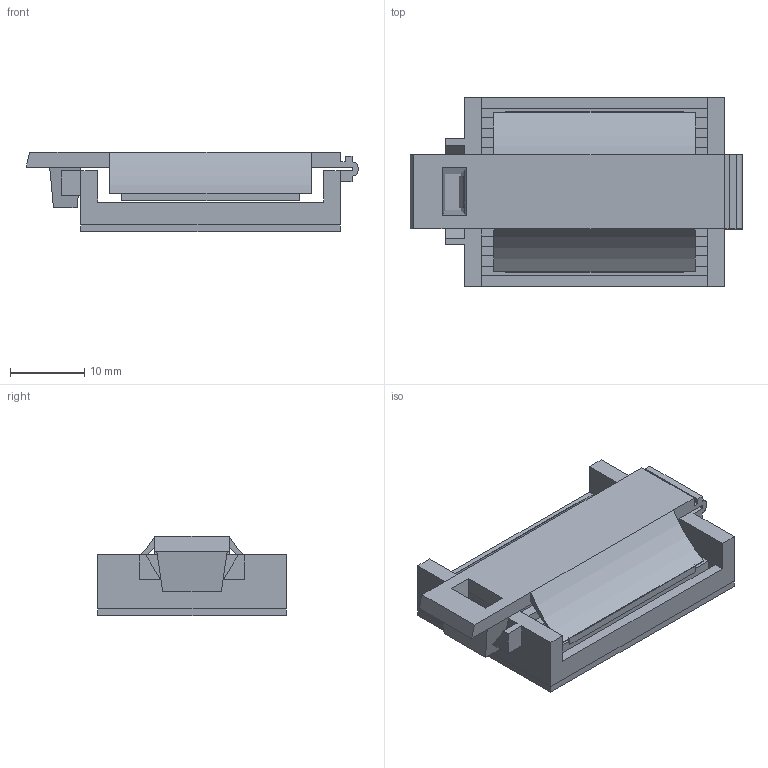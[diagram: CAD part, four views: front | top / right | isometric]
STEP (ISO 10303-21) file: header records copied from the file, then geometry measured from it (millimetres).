
FILE_DESCRIPTION(/* description */ ('Unknown'),/* implementation_level */ '2;1');
FILE_NAME(/* name */ '524233000_closed',/* time_stamp */ '2020-12-04T09:41:13+01:00',/* author */ ('Unknown'),/* organization */ ('Unknown'),/* preprocessor_version */ 'ST-DEVELOPER v16.7',/* originating_system */ 'DEX',/* authorisation */ $);
FILE_SCHEMA (('AUTOMOTIVE_DESIGN {1 0 10303 214 3 1 1}'));
Length unit declared in the file: millimetre
Products named in the file (3): 524233000_closed; self-adhesive tape
Assembly tree (2 placements, depth 2):
  524233000_closed
    524233000_closed
    self-adhesive tape
Bounding box: 44.8 x 25.4 x 10.7 mm (x, y, z)
Volume: 4500 mm3; surface area: 7887.4 mm2
Topology: 2 solids, 2 shells, 142 faces, 392 edges, 258 vertices
Faces by surface type: plane 132, cylinder 10
Full cylindrical faces by diameter (mm): 3.7 x1, 8.85 x1
Entity records: 4520 total; most frequent: CARTESIAN_POINT 791, ORIENTED_EDGE 778, DIRECTION 718, EDGE_CURVE 389, LINE 350, VECTOR 350, VERTEX_POINT 257, AXIS2_PLACEMENT_3D 184
